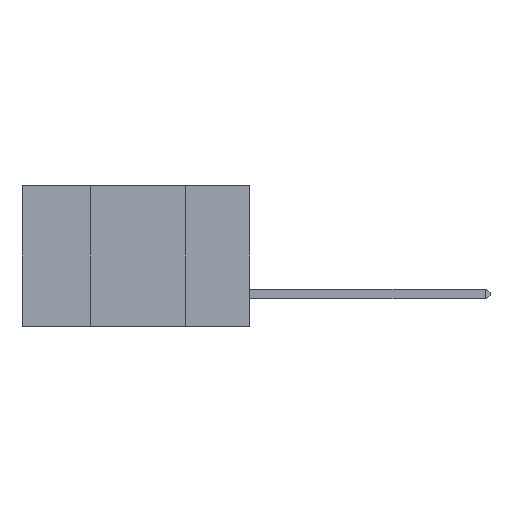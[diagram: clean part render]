
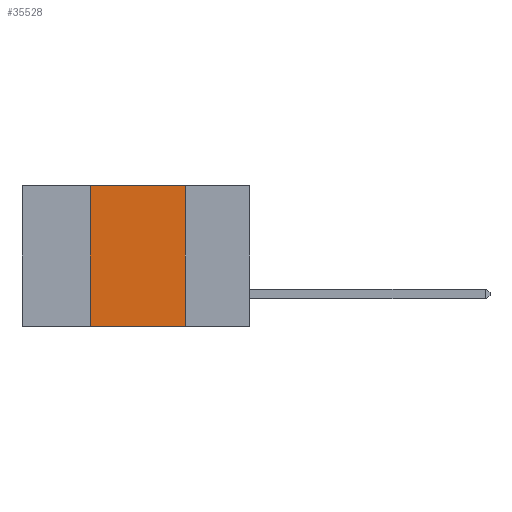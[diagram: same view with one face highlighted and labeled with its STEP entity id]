
A CAD part, left-side view. The second image highlights one B-rep face of the part: STEP entity #35528.
In plain terms, the highlighted planar face has unit normal (-1, 0, 0).
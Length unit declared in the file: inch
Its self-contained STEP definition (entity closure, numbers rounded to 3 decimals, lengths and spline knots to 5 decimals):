
#935 = VECTOR ( 'NONE', #22311, 39.37008 ) ;
#1870 = LINE ( 'NONE', #35808, #935 ) ;
#2679 = CARTESIAN_POINT ( 'NONE',  ( 0., 0.17, 0. ) ) ;
#2870 = EDGE_LOOP ( 'NONE', ( #25576, #14589, #32812, #8926 ) ) ;
#3274 = EDGE_CURVE ( 'NONE', #23627, #21813, #1870, .T. ) ;
#3427 = EDGE_CURVE ( 'NONE', #28907, #3729, #19159, .T. ) ;
#3729 = VERTEX_POINT ( 'NONE', #24190 ) ;
#4961 = EDGE_CURVE ( 'NONE', #28907, #23627, #19470, .T. ) ;
#5077 = DIRECTION ( 'NONE',  ( 0., 0., -1. ) ) ;
#5886 = DIRECTION ( 'NONE',  ( 0., 0., 1. ) ) ;
#6123 = CARTESIAN_POINT ( 'NONE',  ( 0., 0.6, -0.37 ) ) ;
#6952 = DIRECTION ( 'NONE',  ( 0., 0., -1. ) ) ;
#8926 = ORIENTED_EDGE ( 'NONE', *, *, #3427, .T. ) ;
#9172 = EDGE_CURVE ( 'NONE', #21813, #3729, #21391, .T. ) ;
#14513 = CARTESIAN_POINT ( 'NONE',  ( 0., 0.42, 0. ) ) ;
#14589 = ORIENTED_EDGE ( 'NONE', *, *, #3274, .F. ) ;
#14737 = DIRECTION ( 'NONE',  ( 0., -1., 0. ) ) ;
#16773 = CARTESIAN_POINT ( 'NONE',  ( 0., 0.42, 0. ) ) ;
#19159 = LINE ( 'NONE', #6123, #31900 ) ;
#19193 = CARTESIAN_POINT ( 'NONE',  ( 0., 0.6, 0. ) ) ;
#19470 = LINE ( 'NONE', #14513, #33897 ) ;
#21391 = LINE ( 'NONE', #23689, #34963 ) ;
#21813 = VERTEX_POINT ( 'NONE', #2679 ) ;
#21894 = DIRECTION ( 'NONE',  ( 1., 0., 0. ) ) ;
#22311 = DIRECTION ( 'NONE',  ( 0., -1., 0. ) ) ;
#23617 = FACE_OUTER_BOUND ( 'NONE', #2870, .T. ) ;
#23627 = VERTEX_POINT ( 'NONE', #16773 ) ;
#23689 = CARTESIAN_POINT ( 'NONE',  ( 0., 0.17, 0. ) ) ;
#24190 = CARTESIAN_POINT ( 'NONE',  ( 0., 0.17, -0.37 ) ) ;
#25576 = ORIENTED_EDGE ( 'NONE', *, *, #9172, .F. ) ;
#28907 = VERTEX_POINT ( 'NONE', #34191 ) ;
#30649 = AXIS2_PLACEMENT_3D ( 'NONE', #19193, #21894, #5077 ) ;
#31900 = VECTOR ( 'NONE', #14737, 39.37008 ) ;
#32812 = ORIENTED_EDGE ( 'NONE', *, *, #4961, .F. ) ;
#33897 = VECTOR ( 'NONE', #5886, 39.37008 ) ;
#34191 = CARTESIAN_POINT ( 'NONE',  ( 0., 0.42, -0.37 ) ) ;
#34963 = VECTOR ( 'NONE', #6952, 39.37008 ) ;
#35416 = PLANE ( 'NONE',  #30649 ) ;
#35528 = ADVANCED_FACE ( 'NONE', ( #23617 ), #35416, .F. ) ;
#35808 = CARTESIAN_POINT ( 'NONE',  ( 0., 0.6, 0. ) ) ;
